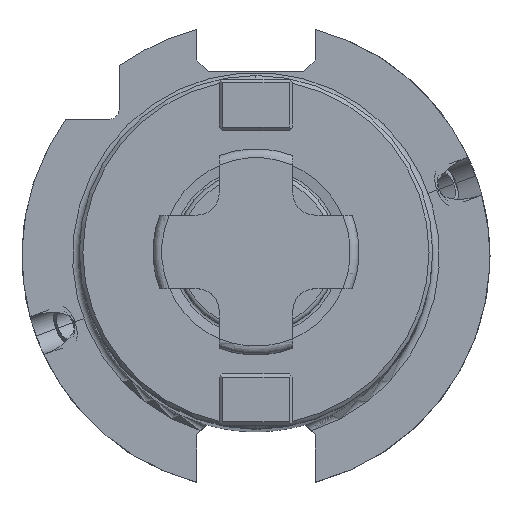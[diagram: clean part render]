
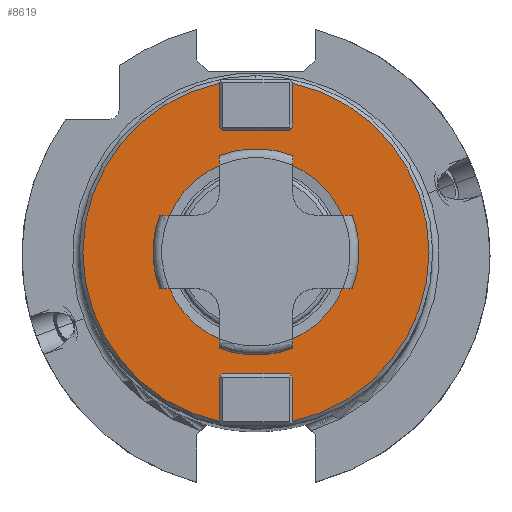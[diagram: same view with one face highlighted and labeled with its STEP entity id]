
A CAD part, top view. The second image highlights one B-rep face of the part: STEP entity #8619.
In plain terms, the highlighted planar face has unit normal (0, 0, 1).
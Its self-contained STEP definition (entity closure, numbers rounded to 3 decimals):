
#80=CARTESIAN_POINT('',(0.,0.,300.));
#81=DIRECTION('',(0.,0.,-1.));
#82=DIRECTION('',(0.213,0.977,0.));
#83=AXIS2_PLACEMENT_3D('',#80,#81,#82);
#206=CARTESIAN_POINT('',(0.,0.,300.));
#207=DIRECTION('',(0.,0.,1.));
#208=DIRECTION('',(-0.213,0.977,0.));
#209=AXIS2_PLACEMENT_3D('',#206,#207,#208);
#4499=CARTESIAN_POINT('',(0.,0.,300.));
#4500=DIRECTION('',(0.,0.,1.));
#4501=DIRECTION('',(0.,1.,0.));
#4502=AXIS2_PLACEMENT_3D('',#4499,#4500,#4501);
#4507=CARTESIAN_POINT('',(0.,0.,300.));
#4508=DIRECTION('',(0.,0.,1.));
#4509=DIRECTION('',(0.,-1.,0.));
#4510=AXIS2_PLACEMENT_3D('',#4507,#4508,#4509);
#4515=DIRECTION('',(-1.,0.,0.));
#4516=VECTOR('',#4515,9.);
#4517=CARTESIAN_POINT('',(4.5,-16.5,300.));
#4518=LINE('',#4517,#4516);
#4522=DIRECTION('',(-0.707,-0.707,0.));
#4523=VECTOR('',#4522,0.707);
#4524=CARTESIAN_POINT('',(-4.5,-16.5,300.));
#4525=LINE('',#4524,#4523);
#4529=DIRECTION('',(0.,-1.,0.));
#4530=VECTOR('',#4529,5.962);
#4531=CARTESIAN_POINT('',(-5.,-17.,300.));
#4532=LINE('',#4531,#4530);
#4536=DIRECTION('',(0.,1.,0.));
#4537=VECTOR('',#4536,5.962);
#4538=CARTESIAN_POINT('',(-5.,17.,300.));
#4539=LINE('',#4538,#4537);
#4543=DIRECTION('',(-0.707,0.707,0.));
#4544=VECTOR('',#4543,0.707);
#4545=CARTESIAN_POINT('',(-4.5,16.5,300.));
#4546=LINE('',#4545,#4544);
#4550=DIRECTION('',(1.,0.,0.));
#4551=VECTOR('',#4550,9.);
#4552=CARTESIAN_POINT('',(-4.5,16.5,300.));
#4553=LINE('',#4552,#4551);
#4557=DIRECTION('',(0.707,0.707,0.));
#4558=VECTOR('',#4557,0.707);
#4559=CARTESIAN_POINT('',(4.5,16.5,300.));
#4560=LINE('',#4559,#4558);
#4564=DIRECTION('',(0.,1.,0.));
#4565=VECTOR('',#4564,5.962);
#4566=CARTESIAN_POINT('',(5.,17.,300.));
#4567=LINE('',#4566,#4565);
#4571=DIRECTION('',(0.,-1.,0.));
#4572=VECTOR('',#4571,5.962);
#4573=CARTESIAN_POINT('',(5.,-17.,300.));
#4574=LINE('',#4573,#4572);
#4578=DIRECTION('',(0.707,-0.707,0.));
#4579=VECTOR('',#4578,0.707);
#4580=CARTESIAN_POINT('',(4.5,-16.5,300.));
#4581=LINE('',#4580,#4579);
#6170=CARTESIAN_POINT('',(0.,12.765,300.));
#6171=CARTESIAN_POINT('',(0.,-12.765,300.));
#6172=VERTEX_POINT('',#6170);
#6173=VERTEX_POINT('',#6171);
#6250=CARTESIAN_POINT('',(-4.5,16.5,300.));
#6251=CARTESIAN_POINT('',(4.5,16.5,300.));
#6252=VERTEX_POINT('',#6250);
#6253=VERTEX_POINT('',#6251);
#6254=CARTESIAN_POINT('',(-5.,17.,300.));
#6255=CARTESIAN_POINT('',(-5.,22.962,300.));
#6256=VERTEX_POINT('',#6254);
#6257=VERTEX_POINT('',#6255);
#6258=CARTESIAN_POINT('',(5.,17.,300.));
#6259=CARTESIAN_POINT('',(5.,22.962,300.));
#6260=VERTEX_POINT('',#6258);
#6261=VERTEX_POINT('',#6259);
#6299=CARTESIAN_POINT('',(4.5,-16.5,300.));
#6300=CARTESIAN_POINT('',(-4.5,-16.5,300.));
#6301=VERTEX_POINT('',#6299);
#6302=VERTEX_POINT('',#6300);
#6303=CARTESIAN_POINT('',(5.,-17.,300.));
#6304=CARTESIAN_POINT('',(5.,-22.962,300.));
#6305=VERTEX_POINT('',#6303);
#6306=VERTEX_POINT('',#6304);
#6307=CARTESIAN_POINT('',(-5.,-17.,300.));
#6308=CARTESIAN_POINT('',(-5.,-22.962,300.));
#6309=VERTEX_POINT('',#6307);
#6310=VERTEX_POINT('',#6308);
#8585=CARTESIAN_POINT('',(0.,0.,300.));
#8586=DIRECTION('',(0.,0.,1.));
#8587=DIRECTION('',(0.,-1.,0.));
#8588=AXIS2_PLACEMENT_3D('',#8585,#8586,#8587);
#8589=PLANE('',#8588);
#8591=ORIENTED_EDGE('',*,*,#8590,.T.);
#8593=ORIENTED_EDGE('',*,*,#8592,.T.);
#8595=ORIENTED_EDGE('',*,*,#8594,.T.);
#8596=ORIENTED_EDGE('',*,*,#6482,.F.);
#8598=ORIENTED_EDGE('',*,*,#8597,.F.);
#8600=ORIENTED_EDGE('',*,*,#8599,.F.);
#8602=ORIENTED_EDGE('',*,*,#8601,.T.);
#8604=ORIENTED_EDGE('',*,*,#8603,.T.);
#8605=ORIENTED_EDGE('',*,*,#8575,.T.);
#8606=ORIENTED_EDGE('',*,*,#6433,.T.);
#8608=ORIENTED_EDGE('',*,*,#8607,.F.);
#8610=ORIENTED_EDGE('',*,*,#8609,.F.);
#8611=EDGE_LOOP('',(#8591,#8593,#8595,#8596,#8598,#8600,#8602,#8604,#8605,#8606,
#8608,#8610));
#8612=FACE_OUTER_BOUND('',#8611,.F.);
#8614=ORIENTED_EDGE('',*,*,#8613,.T.);
#8616=ORIENTED_EDGE('',*,*,#8615,.T.);
#8617=EDGE_LOOP('',(#8614,#8616));
#8618=FACE_BOUND('',#8617,.F.);
#84=CIRCLE('',#83,23.5);
#210=CIRCLE('',#209,23.5);
#4503=CIRCLE('',#4502,12.765);
#4511=CIRCLE('',#4510,12.765);
#6433=EDGE_CURVE('',#6261,#6306,#84,.T.);
#6482=EDGE_CURVE('',#6257,#6310,#210,.T.);
#8575=EDGE_CURVE('',#6260,#6261,#4567,.T.);
#8590=EDGE_CURVE('',#6301,#6302,#4518,.T.);
#8592=EDGE_CURVE('',#6302,#6309,#4525,.T.);
#8594=EDGE_CURVE('',#6309,#6310,#4532,.T.);
#8597=EDGE_CURVE('',#6256,#6257,#4539,.T.);
#8599=EDGE_CURVE('',#6252,#6256,#4546,.T.);
#8601=EDGE_CURVE('',#6252,#6253,#4553,.T.);
#8603=EDGE_CURVE('',#6253,#6260,#4560,.T.);
#8607=EDGE_CURVE('',#6305,#6306,#4574,.T.);
#8609=EDGE_CURVE('',#6301,#6305,#4581,.T.);
#8613=EDGE_CURVE('',#6172,#6173,#4503,.T.);
#8615=EDGE_CURVE('',#6173,#6172,#4511,.T.);
#8619=ADVANCED_FACE('',(#8612,#8618),#8589,.T.);
